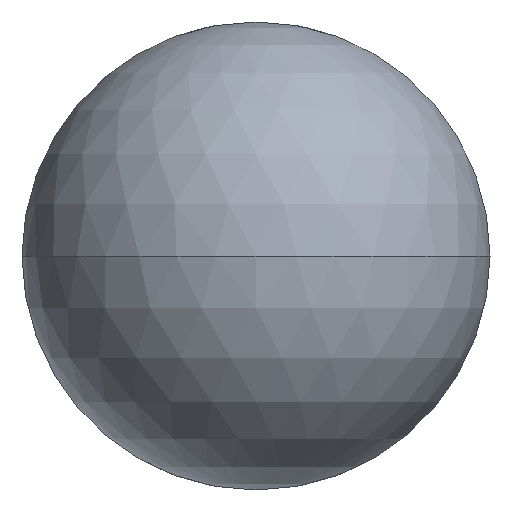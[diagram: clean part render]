
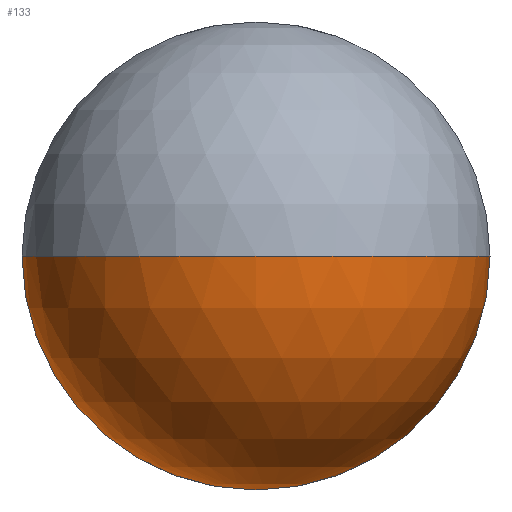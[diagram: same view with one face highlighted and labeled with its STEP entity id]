
A CAD part, front view. The second image highlights one B-rep face of the part: STEP entity #133.
In plain terms, the highlighted spherical face has radius 6.35 mm.
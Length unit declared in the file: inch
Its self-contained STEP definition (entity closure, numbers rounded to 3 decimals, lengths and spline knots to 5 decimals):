
#2 = ORIENTED_EDGE ( 'NONE', *, *, #194, .T. ) ;
#13 = AXIS2_PLACEMENT_3D ( 'NONE', #369, #449, #403 ) ;
#40 = AXIS2_PLACEMENT_3D ( 'NONE', #476, #272, #436 ) ;
#49 = AXIS2_PLACEMENT_3D ( 'NONE', #460, #454, #499 ) ;
#58 = AXIS2_PLACEMENT_3D ( 'NONE', #423, #433, #506 ) ;
#71 = CARTESIAN_POINT ( 'NONE',  ( 0., 0.25, 0. ) ) ;
#86 = EDGE_CURVE ( 'NONE', #383, #222, #156, .T. ) ;
#97 = FACE_OUTER_BOUND ( 'NONE', #190, .T. ) ;
#131 = CARTESIAN_POINT ( 'NONE',  ( 0., 0., 0. ) ) ;
#133 = ADVANCED_FACE ( 'NONE', ( #97 ), #327, .T. ) ;
#137 = CIRCLE ( 'NONE', #40, 0.25 ) ;
#156 = CIRCLE ( 'NONE', #49, 0.25 ) ;
#157 = DIRECTION ( 'NONE',  ( 0., 0., -1. ) ) ;
#190 = EDGE_LOOP ( 'NONE', ( #505, #2, #509, #304 ) ) ;
#194 = EDGE_CURVE ( 'NONE', #289, #265, #137, .T. ) ;
#222 = VERTEX_POINT ( 'NONE', #131 ) ;
#265 = VERTEX_POINT ( 'NONE', #437 ) ;
#272 = DIRECTION ( 'NONE',  ( 0., -1., 0. ) ) ;
#275 = DIRECTION ( 'NONE',  ( -1., 0., 0. ) ) ;
#289 = VERTEX_POINT ( 'NONE', #346 ) ;
#304 = ORIENTED_EDGE ( 'NONE', *, *, #86, .F. ) ;
#316 = AXIS2_PLACEMENT_3D ( 'NONE', #71, #157, #275 ) ;
#323 = EDGE_CURVE ( 'NONE', #265, #222, #339, .T. ) ;
#327 = SPHERICAL_SURFACE ( 'NONE', #316, 0.25 ) ;
#339 = CIRCLE ( 'NONE', #58, 0.25 ) ;
#346 = CARTESIAN_POINT ( 'NONE',  ( 0., 0.25, -0.25 ) ) ;
#362 = CARTESIAN_POINT ( 'NONE',  ( -0.25, 0.25, 0. ) ) ;
#369 = CARTESIAN_POINT ( 'NONE',  ( 0., 0.25, 0. ) ) ;
#383 = VERTEX_POINT ( 'NONE', #362 ) ;
#403 = DIRECTION ( 'NONE',  ( 0., 0., -1. ) ) ;
#410 = CIRCLE ( 'NONE', #13, 0.25 ) ;
#423 = CARTESIAN_POINT ( 'NONE',  ( 0., 0.25, 0. ) ) ;
#430 = EDGE_CURVE ( 'NONE', #383, #289, #410, .T. ) ;
#433 = DIRECTION ( 'NONE',  ( 0., 0., -1. ) ) ;
#436 = DIRECTION ( 'NONE',  ( 0., 0., -1. ) ) ;
#437 = CARTESIAN_POINT ( 'NONE',  ( 0.25, 0.25, 0. ) ) ;
#449 = DIRECTION ( 'NONE',  ( 0., -1., 0. ) ) ;
#454 = DIRECTION ( 'NONE',  ( 0., 0., 1. ) ) ;
#460 = CARTESIAN_POINT ( 'NONE',  ( 0., 0.25, 0. ) ) ;
#476 = CARTESIAN_POINT ( 'NONE',  ( 0., 0.25, 0. ) ) ;
#499 = DIRECTION ( 'NONE',  ( 1., 0., 0. ) ) ;
#505 = ORIENTED_EDGE ( 'NONE', *, *, #430, .T. ) ;
#506 = DIRECTION ( 'NONE',  ( -1., 0., 0. ) ) ;
#509 = ORIENTED_EDGE ( 'NONE', *, *, #323, .T. ) ;
